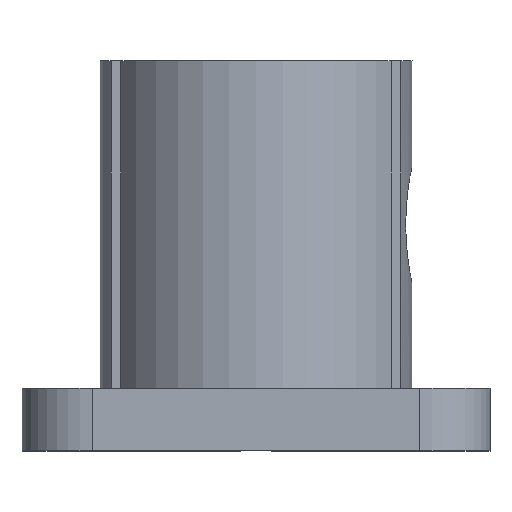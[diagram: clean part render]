
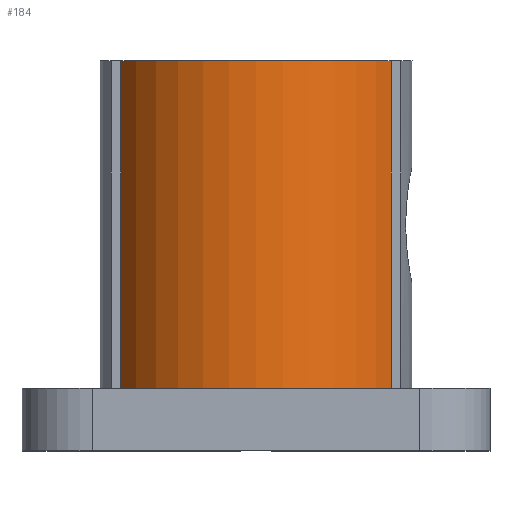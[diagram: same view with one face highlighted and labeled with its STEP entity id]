
A CAD part, top view. The second image highlights one B-rep face of the part: STEP entity #184.
In plain terms, the highlighted cylindrical face has radius 20 mm (diameter 40 mm), a partial arc.
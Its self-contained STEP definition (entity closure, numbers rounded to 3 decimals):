
#184 = ADVANCED_FACE( '', ( #450 ), #451, .T. );
#450 = FACE_OUTER_BOUND( '', #809, .T. );
#451 = CYLINDRICAL_SURFACE( '', #810, 20. );
#809 = EDGE_LOOP( '', ( #1312, #1313, #1314, #1315 ) );
#810 = AXIS2_PLACEMENT_3D( '', #1316, #1317, #1318 );
#1312 = ORIENTED_EDGE( '', *, *, #2128, .F. );
#1313 = ORIENTED_EDGE( '', *, *, #2203, .F. );
#1314 = ORIENTED_EDGE( '', *, *, #2121, .F. );
#1315 = ORIENTED_EDGE( '', *, *, #2204, .F. );
#1316 = CARTESIAN_POINT( '', ( 0., 50., 0. ) );
#1317 = DIRECTION( '', ( 0., 1., 0. ) );
#1318 = DIRECTION( '', ( 0., 0., -1. ) );
#2121 = EDGE_CURVE( '', #2552, #2555, #2556, .F. );
#2128 = EDGE_CURVE( '', #2566, #2562, #2568, .T. );
#2203 = EDGE_CURVE( '', #2555, #2566, #2694, .T. );
#2204 = EDGE_CURVE( '', #2562, #2552, #2695, .F. );
#2552 = VERTEX_POINT( '', #3264 );
#2555 = VERTEX_POINT( '', #3268 );
#2556 = LINE( '', #3269, #3270 );
#2562 = VERTEX_POINT( '', #3278 );
#2566 = VERTEX_POINT( '', #3284 );
#2568 = LINE( '', #3287, #3288 );
#2694 = CIRCLE( '', #3470, 20. );
#2695 = CIRCLE( '', #3471, 20. );
#3264 = CARTESIAN_POINT( '', ( -17.321, 8., 10. ) );
#3268 = CARTESIAN_POINT( '', ( -17.321, 50., 10. ) );
#3269 = CARTESIAN_POINT( '', ( -17.321, 50., 10. ) );
#3270 = VECTOR( '', #3993, 1000. );
#3278 = CARTESIAN_POINT( '', ( 17.321, 8., 10. ) );
#3284 = CARTESIAN_POINT( '', ( 17.321, 50., 10. ) );
#3287 = CARTESIAN_POINT( '', ( 17.321, 50., 10. ) );
#3288 = VECTOR( '', #3999, 1000. );
#3470 = AXIS2_PLACEMENT_3D( '', #4091, #4092, #4093 );
#3471 = AXIS2_PLACEMENT_3D( '', #4094, #4095, #4096 );
#3993 = DIRECTION( '', ( 0., -1., 0. ) );
#3999 = DIRECTION( '', ( 0., -1., 0. ) );
#4091 = CARTESIAN_POINT( '', ( 0., 50., 0. ) );
#4092 = DIRECTION( '', ( 0., 1., 0. ) );
#4093 = DIRECTION( '', ( 1., 0., 0. ) );
#4094 = CARTESIAN_POINT( '', ( 0., 8., 0. ) );
#4095 = DIRECTION( '', ( 0., 1., 0. ) );
#4096 = DIRECTION( '', ( 0., 0., 1. ) );
